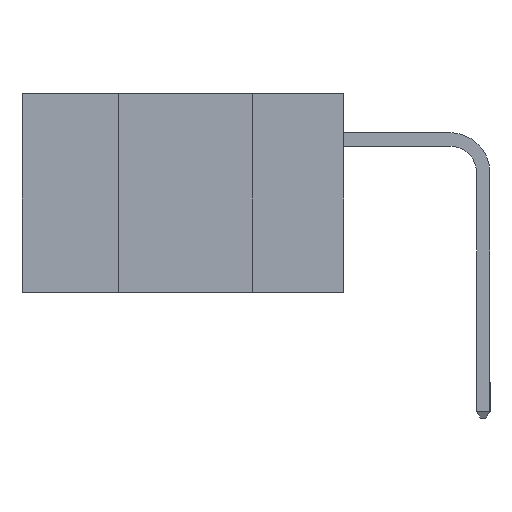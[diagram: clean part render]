
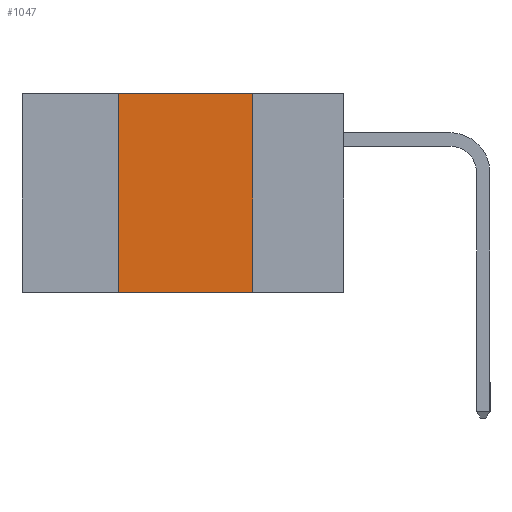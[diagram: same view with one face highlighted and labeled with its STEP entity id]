
A CAD part, left-side view. The second image highlights one B-rep face of the part: STEP entity #1047.
In plain terms, the highlighted planar face has unit normal (-1, 0, 0).
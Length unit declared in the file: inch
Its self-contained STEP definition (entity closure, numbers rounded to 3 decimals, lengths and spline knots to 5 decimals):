
#256 = VERTEX_POINT ( 'NONE', #7916 ) ;
#355 = VECTOR ( 'NONE', #3700, 39.37008 ) ;
#749 = FACE_OUTER_BOUND ( 'NONE', #2714, .T. ) ;
#1047 = ADVANCED_FACE ( 'NONE', ( #749 ), #11201, .F. ) ;
#1871 = VERTEX_POINT ( 'NONE', #3288 ) ;
#2655 = CARTESIAN_POINT ( 'NONE',  ( 0., 0.6, 0. ) ) ;
#2670 = CARTESIAN_POINT ( 'NONE',  ( 0., 0.42, 0. ) ) ;
#2714 = EDGE_LOOP ( 'NONE', ( #7982, #6165, #8816, #6710 ) ) ;
#2981 = CARTESIAN_POINT ( 'NONE',  ( 0., 0.42, -0.37 ) ) ;
#3288 = CARTESIAN_POINT ( 'NONE',  ( 0., 0.17, -0.37 ) ) ;
#3384 = LINE ( 'NONE', #7678, #8126 ) ;
#3700 = DIRECTION ( 'NONE',  ( 0., -1., 0. ) ) ;
#3704 = LINE ( 'NONE', #7257, #8435 ) ;
#4182 = CARTESIAN_POINT ( 'NONE',  ( 0., 0.6, 0. ) ) ;
#4306 = EDGE_CURVE ( 'NONE', #5534, #256, #4461, .T. ) ;
#4461 = LINE ( 'NONE', #2655, #6504 ) ;
#5245 = AXIS2_PLACEMENT_3D ( 'NONE', #4182, #11066, #10212 ) ;
#5514 = DIRECTION ( 'NONE',  ( 0., 0., -1. ) ) ;
#5534 = VERTEX_POINT ( 'NONE', #2670 ) ;
#6140 = EDGE_CURVE ( 'NONE', #6276, #1871, #7883, .T. ) ;
#6165 = ORIENTED_EDGE ( 'NONE', *, *, #4306, .F. ) ;
#6276 = VERTEX_POINT ( 'NONE', #2981 ) ;
#6504 = VECTOR ( 'NONE', #9822, 39.37008 ) ;
#6710 = ORIENTED_EDGE ( 'NONE', *, *, #6140, .T. ) ;
#6885 = EDGE_CURVE ( 'NONE', #256, #1871, #3704, .T. ) ;
#7257 = CARTESIAN_POINT ( 'NONE',  ( 0., 0.17, 0. ) ) ;
#7678 = CARTESIAN_POINT ( 'NONE',  ( 0., 0.42, 0. ) ) ;
#7709 = EDGE_CURVE ( 'NONE', #6276, #5534, #3384, .T. ) ;
#7883 = LINE ( 'NONE', #8128, #355 ) ;
#7916 = CARTESIAN_POINT ( 'NONE',  ( 0., 0.17, 0. ) ) ;
#7982 = ORIENTED_EDGE ( 'NONE', *, *, #6885, .F. ) ;
#8126 = VECTOR ( 'NONE', #8588, 39.37008 ) ;
#8128 = CARTESIAN_POINT ( 'NONE',  ( 0., 0.6, -0.37 ) ) ;
#8435 = VECTOR ( 'NONE', #5514, 39.37008 ) ;
#8588 = DIRECTION ( 'NONE',  ( 0., 0., 1. ) ) ;
#8816 = ORIENTED_EDGE ( 'NONE', *, *, #7709, .F. ) ;
#9822 = DIRECTION ( 'NONE',  ( 0., -1., 0. ) ) ;
#10212 = DIRECTION ( 'NONE',  ( 0., 0., -1. ) ) ;
#11066 = DIRECTION ( 'NONE',  ( 1., 0., 0. ) ) ;
#11201 = PLANE ( 'NONE',  #5245 ) ;
